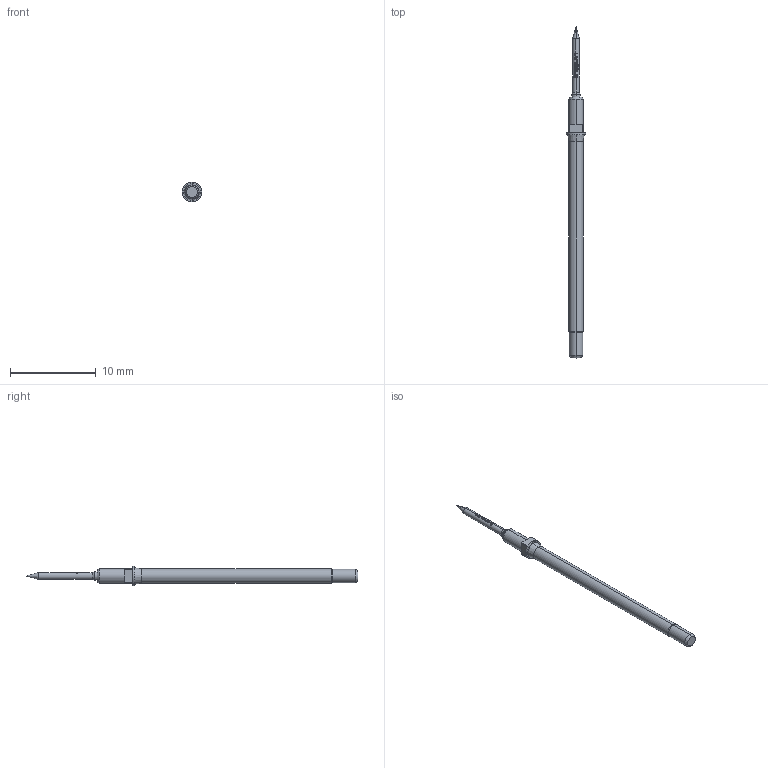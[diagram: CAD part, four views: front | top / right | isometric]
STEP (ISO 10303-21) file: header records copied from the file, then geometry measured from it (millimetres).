
FILE_DESCRIPTION (( 'STEP AP203' ), '1' );
FILE_NAME ('INGUN_GKS-112_201_080_R_xx05_M.STEP', '2020-07-15T07:18:32', ( '' ), ( '' ), 'SwSTEP 2.0', 'SolidWorks 2018', '' );
FILE_SCHEMA (( 'CONFIG_CONTROL_DESIGN' ));
Length unit declared in the file: millimetre
Products named in the file (1): INGUN_GKS-112_201_080_R_xx05_M
Bounding box: 2.3 x 38.8 x 2.3 mm (x, y, z)
Volume: 70.3 mm3; surface area: 185.1 mm2
Topology: 1 solids, 1 shells, 120 faces, 326 edges, 209 vertices
Faces by surface type: plane 55, cylinder 31, bspline 22, cone 10, torus 2
Entity records: 4791 total; most frequent: CARTESIAN_POINT 2176, ORIENTED_EDGE 648, DIRECTION 342, EDGE_CURVE 324, B_SPLINE_CURVE_WITH_KNOTS 222, VERTEX_POINT 209, AXIS2_PLACEMENT_3D 141, EDGE_LOOP 123
